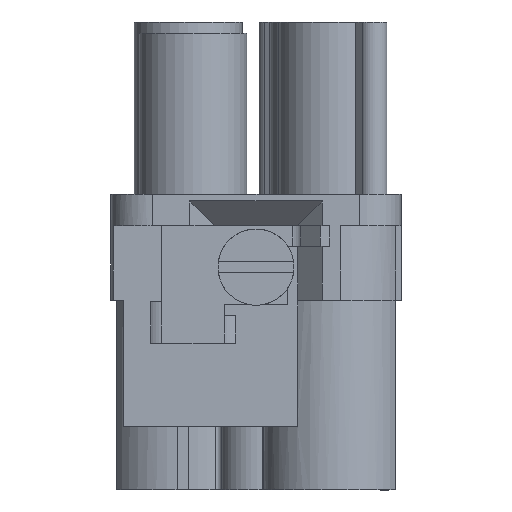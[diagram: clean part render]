
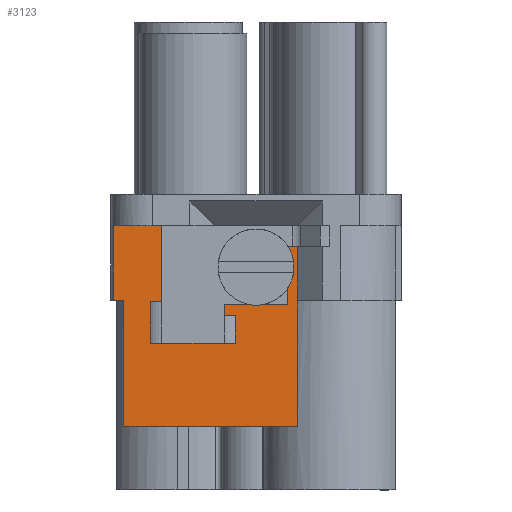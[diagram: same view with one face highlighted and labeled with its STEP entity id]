
A CAD part, left-side view. The second image highlights one B-rep face of the part: STEP entity #3123.
In plain terms, the highlighted planar face has unit normal (-1, 0, 0).
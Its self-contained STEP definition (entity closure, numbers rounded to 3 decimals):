
#2736=FACE_OUTER_BOUND('',#3956,.T.);
#3123=ADVANCED_FACE('',(#2736),#3541,.F.);
#3541=PLANE('',#12014);
#3956=EDGE_LOOP('',(#4622,#4623,#4624,#4625,#4626,#4627,#4628,#4629,#4630,
#4631,#4632,#4633,#4634,#4635,#4636,#4637,#4638,#4639,#4640,#4641,#4642,
#4643,#4644));
#4622=ORIENTED_EDGE('',*,*,#7690,.F.);
#4623=ORIENTED_EDGE('',*,*,#7655,.T.);
#4624=ORIENTED_EDGE('',*,*,#7654,.T.);
#4625=ORIENTED_EDGE('',*,*,#7691,.F.);
#4626=ORIENTED_EDGE('',*,*,#7692,.F.);
#4627=ORIENTED_EDGE('',*,*,#7693,.F.);
#4628=ORIENTED_EDGE('',*,*,#7694,.T.);
#4629=ORIENTED_EDGE('',*,*,#7695,.T.);
#4630=ORIENTED_EDGE('',*,*,#7696,.T.);
#4631=ORIENTED_EDGE('',*,*,#7697,.T.);
#4632=ORIENTED_EDGE('',*,*,#7698,.T.);
#4633=ORIENTED_EDGE('',*,*,#7699,.F.);
#4634=ORIENTED_EDGE('',*,*,#7700,.F.);
#4635=ORIENTED_EDGE('',*,*,#7648,.T.);
#4636=ORIENTED_EDGE('',*,*,#7701,.F.);
#4637=ORIENTED_EDGE('',*,*,#7702,.F.);
#4638=ORIENTED_EDGE('',*,*,#7703,.T.);
#4639=ORIENTED_EDGE('',*,*,#7704,.F.);
#4640=ORIENTED_EDGE('',*,*,#7705,.F.);
#4641=ORIENTED_EDGE('',*,*,#7706,.T.);
#4642=ORIENTED_EDGE('',*,*,#7707,.F.);
#4643=ORIENTED_EDGE('',*,*,#7708,.T.);
#4644=ORIENTED_EDGE('',*,*,#7709,.F.);
#6863=VERTEX_POINT('',#15341);
#6864=VERTEX_POINT('',#15355);
#6866=VERTEX_POINT('',#15372);
#6870=VERTEX_POINT('',#15384);
#6871=VERTEX_POINT('',#15386);
#6906=VERTEX_POINT('',#15527);
#6907=VERTEX_POINT('',#15529);
#6908=VERTEX_POINT('',#15531);
#6909=VERTEX_POINT('',#15533);
#6910=VERTEX_POINT('',#15535);
#6911=VERTEX_POINT('',#15537);
#6912=VERTEX_POINT('',#15539);
#6913=VERTEX_POINT('',#15541);
#6914=VERTEX_POINT('',#15543);
#6915=VERTEX_POINT('',#15548);
#6916=VERTEX_POINT('',#15554);
#6917=VERTEX_POINT('',#15556);
#6918=VERTEX_POINT('',#15558);
#6919=VERTEX_POINT('',#15560);
#6920=VERTEX_POINT('',#15562);
#6921=VERTEX_POINT('',#15564);
#6922=VERTEX_POINT('',#15566);
#6923=VERTEX_POINT('',#15568);
#7648=EDGE_CURVE('',#6863,#6864,#9653,.T.);
#7654=EDGE_CURVE('',#6871,#6870,#9658,.T.);
#7655=EDGE_CURVE('',#6866,#6871,#9659,.T.);
#7690=EDGE_CURVE('',#6866,#6906,#9661,.T.);
#7691=EDGE_CURVE('',#6907,#6870,#9662,.T.);
#7692=EDGE_CURVE('',#6908,#6907,#9663,.T.);
#7693=EDGE_CURVE('',#6909,#6908,#9664,.T.);
#7694=EDGE_CURVE('',#6909,#6910,#9665,.T.);
#7695=EDGE_CURVE('',#6910,#6911,#9666,.T.);
#7696=EDGE_CURVE('',#6911,#6912,#9667,.T.);
#7697=EDGE_CURVE('',#6912,#6913,#9668,.T.);
#7698=EDGE_CURVE('',#6913,#6914,#9669,.T.);
#7699=EDGE_CURVE('',#6915,#6914,#8751,.T.);
#7700=EDGE_CURVE('',#6863,#6915,#8752,.T.);
#7701=EDGE_CURVE('',#6916,#6864,#9670,.T.);
#7702=EDGE_CURVE('',#6917,#6916,#9671,.T.);
#7703=EDGE_CURVE('',#6917,#6918,#9672,.T.);
#7704=EDGE_CURVE('',#6919,#6918,#9673,.T.);
#7705=EDGE_CURVE('',#6920,#6919,#9674,.T.);
#7706=EDGE_CURVE('',#6920,#6921,#9675,.T.);
#7707=EDGE_CURVE('',#6922,#6921,#9676,.T.);
#7708=EDGE_CURVE('',#6922,#6923,#9677,.T.);
#7709=EDGE_CURVE('',#6906,#6923,#9678,.T.);
#8751=B_SPLINE_CURVE_WITH_KNOTS('',3,(#15544,#15545,#15546,#15547),
 .UNSPECIFIED.,.F.,.F.,(4,4),(0.,1.),.UNSPECIFIED.);
#8752=B_SPLINE_CURVE_WITH_KNOTS('',3,(#15549,#15550,#15551,#15552),
 .UNSPECIFIED.,.F.,.F.,(4,4),(0.,1.),.UNSPECIFIED.);
#9653=LINE('',#15356,#10494);
#9658=LINE('',#15385,#10500);
#9659=LINE('',#15387,#10501);
#9661=LINE('',#15526,#10503);
#9662=LINE('',#15528,#10504);
#9663=LINE('',#15530,#10505);
#9664=LINE('',#15532,#10506);
#9665=LINE('',#15534,#10507);
#9666=LINE('',#15536,#10508);
#9667=LINE('',#15538,#10509);
#9668=LINE('',#15540,#10510);
#9669=LINE('',#15542,#10511);
#9670=LINE('',#15553,#10512);
#9671=LINE('',#15555,#10513);
#9672=LINE('',#15557,#10514);
#9673=LINE('',#15559,#10515);
#9674=LINE('',#15561,#10516);
#9675=LINE('',#15563,#10517);
#9676=LINE('',#15565,#10518);
#9677=LINE('',#15567,#10519);
#9678=LINE('',#15569,#10520);
#10494=VECTOR('',#12735,1.);
#10500=VECTOR('',#12741,1.);
#10501=VECTOR('',#12742,1.);
#10503=VECTOR('',#12784,1.);
#10504=VECTOR('',#12785,1.);
#10505=VECTOR('',#12786,1.);
#10506=VECTOR('',#12787,1.);
#10507=VECTOR('',#12788,1.);
#10508=VECTOR('',#12789,1.);
#10509=VECTOR('',#12790,1.);
#10510=VECTOR('',#12791,1.);
#10511=VECTOR('',#12792,1.);
#10512=VECTOR('',#12793,1.);
#10513=VECTOR('',#12794,1.);
#10514=VECTOR('',#12795,1.);
#10515=VECTOR('',#12796,1.);
#10516=VECTOR('',#12797,1.);
#10517=VECTOR('',#12798,1.);
#10518=VECTOR('',#12799,1.);
#10519=VECTOR('',#12800,1.);
#10520=VECTOR('',#12801,1.);
#12014=AXIS2_PLACEMENT_3D('',#15570,#12802,#12803);
#12735=DIRECTION('',(0.,0.,1.));
#12741=DIRECTION('',(0.,1.,0.));
#12742=DIRECTION('',(0.,1.,0.));
#12784=DIRECTION('',(0.,0.,-1.));
#12785=DIRECTION('',(0.,0.,1.));
#12786=DIRECTION('',(0.,1.,0.));
#12787=DIRECTION('',(0.,0.,1.));
#12788=DIRECTION('',(0.,-1.,0.));
#12789=DIRECTION('',(0.,-1.,0.));
#12790=DIRECTION('',(0.,-1.,0.));
#12791=DIRECTION('',(0.,-1.,0.));
#12792=DIRECTION('',(0.,-1.,0.));
#12793=DIRECTION('',(0.,-1.,0.));
#12794=DIRECTION('',(0.,0.,1.));
#12795=DIRECTION('',(0.,1.,0.));
#12796=DIRECTION('',(0.,0.,1.));
#12797=DIRECTION('',(0.,1.,0.));
#12798=DIRECTION('',(0.,0.,-1.));
#12799=DIRECTION('',(0.,-1.,0.));
#12800=DIRECTION('',(0.,0.,1.));
#12801=DIRECTION('',(0.,1.,0.));
#12802=DIRECTION('',(1.,0.,0.));
#12803=DIRECTION('',(0.,-1.,0.));
#15341=CARTESIAN_POINT('',(-8.45,-3.,-2.4));
#15355=CARTESIAN_POINT('',(-8.45,-2.998,1.5));
#15356=CARTESIAN_POINT('',(-8.45,-2.998,4.3));
#15372=CARTESIAN_POINT('',(-8.45,6.8,3.));
#15384=CARTESIAN_POINT('',(-8.45,10.312,3.));
#15385=CARTESIAN_POINT('',(-8.45,8.65,3.));
#15386=CARTESIAN_POINT('',(-8.45,8.65,3.));
#15387=CARTESIAN_POINT('',(-8.45,-2.888,3.));
#15526=CARTESIAN_POINT('',(-8.45,6.8,4.055));
#15527=CARTESIAN_POINT('',(-8.45,6.8,-2.5));
#15528=CARTESIAN_POINT('',(-8.45,10.312,-2.4));
#15529=CARTESIAN_POINT('',(-8.45,10.312,-2.4));
#15530=CARTESIAN_POINT('',(-8.45,9.55,-2.4));
#15531=CARTESIAN_POINT('',(-8.45,9.55,-2.4));
#15532=CARTESIAN_POINT('',(-8.45,9.55,-11.5));
#15533=CARTESIAN_POINT('',(-8.45,9.55,-11.5));
#15534=CARTESIAN_POINT('',(-8.45,6.45,-11.5));
#15535=CARTESIAN_POINT('',(-8.45,6.45,-11.5));
#15536=CARTESIAN_POINT('',(-8.45,-2.888,-11.5));
#15537=CARTESIAN_POINT('',(-8.45,5.95,-11.5));
#15538=CARTESIAN_POINT('',(-8.45,5.95,-11.5));
#15539=CARTESIAN_POINT('',(-8.45,3.15,-11.5));
#15540=CARTESIAN_POINT('',(-8.45,-2.888,-11.5));
#15541=CARTESIAN_POINT('',(-8.45,2.65,-11.5));
#15542=CARTESIAN_POINT('',(-8.45,-2.999,-11.5));
#15543=CARTESIAN_POINT('',(-8.45,-2.999,-11.5));
#15544=CARTESIAN_POINT('',(-8.45,-3.,-2.9));
#15545=CARTESIAN_POINT('',(-8.45,-3.,-5.767));
#15546=CARTESIAN_POINT('',(-8.45,-3.,-8.633));
#15547=CARTESIAN_POINT('',(-8.45,-3.,-11.5));
#15548=CARTESIAN_POINT('',(-8.45,-3.,-2.9));
#15549=CARTESIAN_POINT('',(-8.45,-3.,-2.4));
#15550=CARTESIAN_POINT('',(-8.45,-3.,-2.567));
#15551=CARTESIAN_POINT('',(-8.45,-3.,-2.733));
#15552=CARTESIAN_POINT('',(-8.45,-3.,-2.9));
#15553=CARTESIAN_POINT('',(-8.45,14.284,1.5));
#15554=CARTESIAN_POINT('',(-8.45,-2.25,1.5));
#15555=CARTESIAN_POINT('',(-8.45,-2.25,4.055));
#15556=CARTESIAN_POINT('',(-8.45,-2.25,-2.7));
#15557=CARTESIAN_POINT('',(-8.45,14.284,-2.7));
#15558=CARTESIAN_POINT('',(-8.45,2.3,-2.7));
#15559=CARTESIAN_POINT('',(-8.45,2.3,4.055));
#15560=CARTESIAN_POINT('',(-8.45,2.3,-3.5));
#15561=CARTESIAN_POINT('',(-8.45,14.284,-3.5));
#15562=CARTESIAN_POINT('',(-8.45,1.481,-3.5));
#15563=CARTESIAN_POINT('',(-8.45,1.481,-5.5));
#15564=CARTESIAN_POINT('',(-8.45,1.481,-5.5));
#15565=CARTESIAN_POINT('',(-8.45,14.284,-5.5));
#15566=CARTESIAN_POINT('',(-8.45,7.619,-5.5));
#15567=CARTESIAN_POINT('',(-8.45,7.619,-2.5));
#15568=CARTESIAN_POINT('',(-8.45,7.619,-2.5));
#15569=CARTESIAN_POINT('',(-8.45,14.284,-2.5));
#15570=CARTESIAN_POINT('',(-8.45,14.284,4.055));
